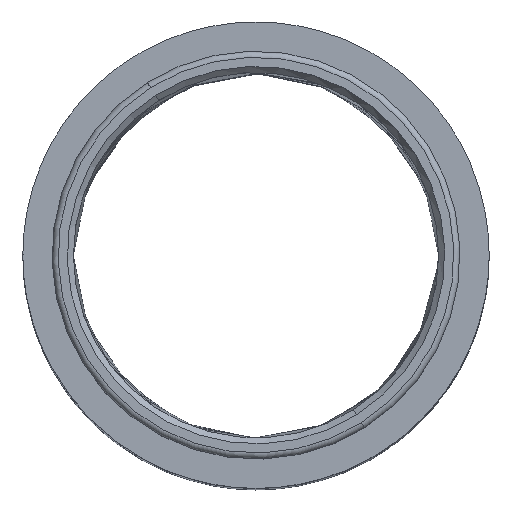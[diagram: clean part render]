
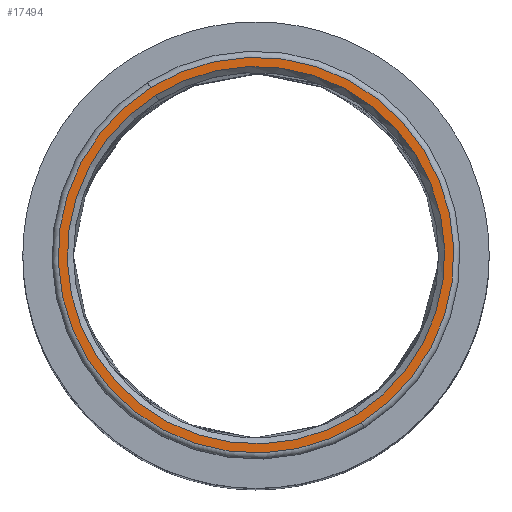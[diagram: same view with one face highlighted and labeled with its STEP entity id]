
A CAD part, top view. The second image highlights one B-rep face of the part: STEP entity #17494.
In plain terms, the highlighted planar face has unit normal (0, 0, 1).
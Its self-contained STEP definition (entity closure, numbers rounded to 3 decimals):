
#299 = CARTESIAN_POINT ( 'NONE',  ( 0., 0., 1500. ) ) ;
#332 = CARTESIAN_POINT ( 'NONE',  ( -173.071, 275.085, 1500. ) ) ;
#593 = DIRECTION ( 'NONE',  ( -0.533, 0.846, 0. ) ) ;
#743 = FACE_BOUND ( 'NONE', #14791, .T. ) ;
#839 = DIRECTION ( 'NONE',  ( -0.533, 0.846, 0. ) ) ;
#2057 = ORIENTED_EDGE ( 'NONE', *, *, #10475, .F. ) ;
#2334 = FACE_OUTER_BOUND ( 'NONE', #13220, .T. ) ;
#2920 = ORIENTED_EDGE ( 'NONE', *, *, #9047, .T. ) ;
#4466 = CARTESIAN_POINT ( 'NONE',  ( 0., 0., 1500. ) ) ;
#4608 = EDGE_CURVE ( 'NONE', #20914, #6337, #20174, .T. ) ;
#4645 = AXIS2_PLACEMENT_3D ( 'NONE', #15029, #8550, #17073 ) ;
#5393 = ORIENTED_EDGE ( 'NONE', *, *, #4608, .T. ) ;
#5437 = AXIS2_PLACEMENT_3D ( 'NONE', #16545, #21445, #14386 ) ;
#6337 = VERTEX_POINT ( 'NONE', #17818 ) ;
#7247 = DIRECTION ( 'NONE',  ( 0., 0., -1. ) ) ;
#7766 = DIRECTION ( 'NONE',  ( 0., 0., -1. ) ) ;
#8550 = DIRECTION ( 'NONE',  ( 0., 0., -1. ) ) ;
#9047 = EDGE_CURVE ( 'NONE', #6337, #20914, #18108, .T. ) ;
#9503 = CARTESIAN_POINT ( 'NONE',  ( 0., 0., 1500. ) ) ;
#10073 = CIRCLE ( 'NONE', #12963, 325. ) ;
#10292 = AXIS2_PLACEMENT_3D ( 'NONE', #4466, #7766, #593 ) ;
#10475 = EDGE_CURVE ( 'NONE', #12287, #13587, #10073, .T. ) ;
#11021 = DIRECTION ( 'NONE',  ( -0.533, 0.846, 0. ) ) ;
#12287 = VERTEX_POINT ( 'NONE', #19009 ) ;
#12963 = AXIS2_PLACEMENT_3D ( 'NONE', #9503, #16413, #839 ) ;
#13220 = EDGE_LOOP ( 'NONE', ( #22108, #2057 ) ) ;
#13278 = AXIS2_PLACEMENT_3D ( 'NONE', #299, #7247, #11021 ) ;
#13386 = EDGE_CURVE ( 'NONE', #13587, #12287, #14621, .T. ) ;
#13587 = VERTEX_POINT ( 'NONE', #332 ) ;
#14386 = DIRECTION ( 'NONE',  ( 1., 0., 0. ) ) ;
#14612 = PLANE ( 'NONE',  #5437 ) ;
#14621 = CIRCLE ( 'NONE', #10292, 325. ) ;
#14791 = EDGE_LOOP ( 'NONE', ( #2920, #5393 ) ) ;
#15029 = CARTESIAN_POINT ( 'NONE',  ( 0., 0., 1500. ) ) ;
#16413 = DIRECTION ( 'NONE',  ( 0., 0., -1. ) ) ;
#16545 = CARTESIAN_POINT ( 'NONE',  ( 0., 0., 1500. ) ) ;
#17073 = DIRECTION ( 'NONE',  ( -0.533, 0.846, 0. ) ) ;
#17494 = ADVANCED_FACE ( 'NONE', ( #743, #2334 ), #14612, .T. ) ;
#17818 = CARTESIAN_POINT ( 'NONE',  ( 165.083, -262.388, 1500. ) ) ;
#18033 = CARTESIAN_POINT ( 'NONE',  ( -165.083, 262.388, 1500. ) ) ;
#18108 = CIRCLE ( 'NONE', #4645, 310. ) ;
#19009 = CARTESIAN_POINT ( 'NONE',  ( 173.071, -275.085, 1500. ) ) ;
#20174 = CIRCLE ( 'NONE', #13278, 310. ) ;
#20914 = VERTEX_POINT ( 'NONE', #18033 ) ;
#21445 = DIRECTION ( 'NONE',  ( 0., 0., 1. ) ) ;
#22108 = ORIENTED_EDGE ( 'NONE', *, *, #13386, .F. ) ;
